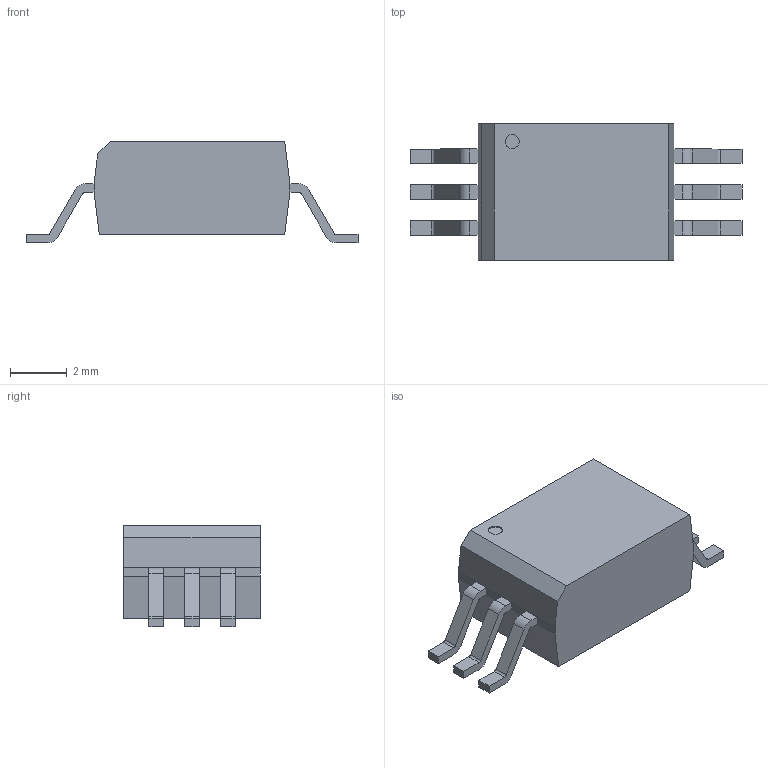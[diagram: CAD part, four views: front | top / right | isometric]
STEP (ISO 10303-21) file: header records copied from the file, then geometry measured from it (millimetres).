
FILE_DESCRIPTION((''),'2;1');
FILE_NAME('SOIC127P1150X360-6N.stp','2014-02-27T10:33:01',(''),(''),'Mechanical Desktop 2011','Mechanical Desktop 2011',', , ');
FILE_SCHEMA(('AUTOMOTIVE_DESIGN { 1 2 10303 214 1 1 1 1 }'));
Length unit declared in the file: millimetre
Products named in the file (1): Product
Bounding box: 11.75 x 4.83 x 3.6 mm (x, y, z)
Volume: 110.8 mm3; surface area: 174 mm2
Topology: 7 solids, 7 shells, 98 faces, 249 edges, 166 vertices
Faces by surface type: bspline 42, plane 42, cylinder 14
Entity records: 3147 total; most frequent: CARTESIAN_POINT 808, ORIENTED_EDGE 498, DIRECTION 415, EDGE_CURVE 249, VECTOR 197, LINE 197, VERTEX_POINT 166, AXIS2_PLACEMENT_3D 109
